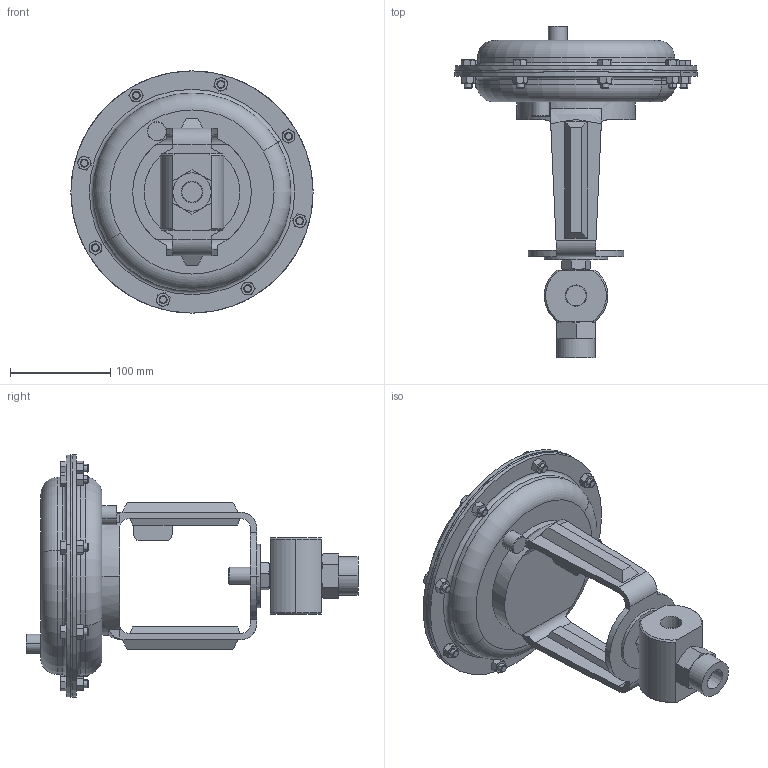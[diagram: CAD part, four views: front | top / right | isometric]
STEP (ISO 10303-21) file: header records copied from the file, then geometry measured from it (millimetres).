
FILE_DESCRIPTION (( 'STEP AP203' ), '1' );
FILE_NAME ('8000T-050-CB+SB-PT-35M.step', '2017-09-20T11:28:16', ( '' ), ( '' ), 'SwSTEP 2.0', 'SolidWorks 2014', '' );
FILE_SCHEMA (( 'CONFIG_CONTROL_DESIGN' ));
Length unit declared in the file: inch
Products named in the file (1): 8000T-050-CB+SB-PT-35M
Bounding box: 241.3 x 330.78 x 241.3 mm (x, y, z)
Volume: 2632550.9 mm3; surface area: 235983.2 mm2
Topology: 2 solids, 2 shells, 447 faces, 1022 edges, 621 vertices
Faces by surface type: plane 199, cone 182, cylinder 56, torus 8, bspline 2
Entity records: 13972 total; most frequent: CARTESIAN_POINT 4325, ORIENTED_EDGE 2044, DIRECTION 1879, EDGE_CURVE 1022, AXIS2_PLACEMENT_3D 759, VERTEX_POINT 621, EDGE_LOOP 491, FACE_OUTER_BOUND 447
